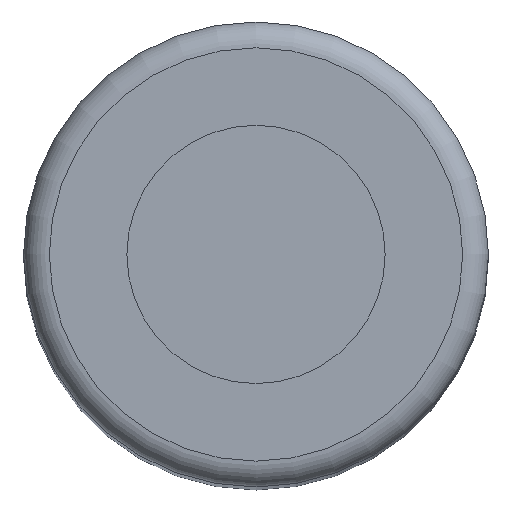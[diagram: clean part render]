
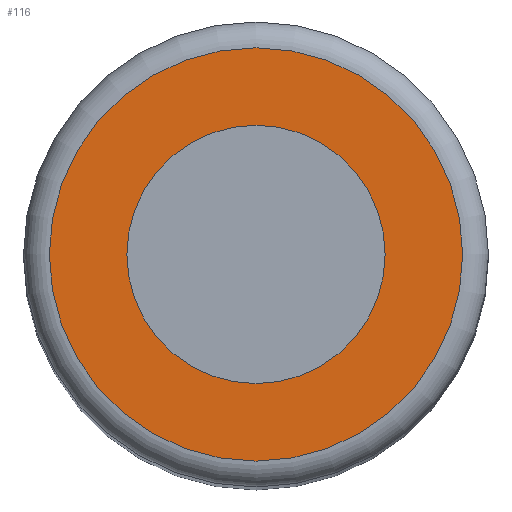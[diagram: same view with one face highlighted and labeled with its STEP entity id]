
A CAD part, top view. The second image highlights one B-rep face of the part: STEP entity #116.
In plain terms, the highlighted planar face has unit normal (0, 0, 1).
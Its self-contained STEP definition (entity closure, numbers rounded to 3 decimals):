
#18=FACE_BOUND('',#41,.T.);
#20=PLANE('',#148);
#30=FACE_OUTER_BOUND('',#40,.T.);
#40=EDGE_LOOP('',(#100));
#41=EDGE_LOOP('',(#101));
#52=CIRCLE('',#137,5.);
#57=CIRCLE('',#146,8.);
#62=VERTEX_POINT('',#201);
#66=VERTEX_POINT('',#216);
#71=EDGE_CURVE('',#62,#62,#52,.T.);
#77=EDGE_CURVE('',#66,#66,#57,.T.);
#100=ORIENTED_EDGE('',*,*,#77,.F.);
#101=ORIENTED_EDGE('',*,*,#71,.T.);
#116=ADVANCED_FACE('',(#30,#18),#20,.T.);
#137=AXIS2_PLACEMENT_3D('',#203,#161,#162);
#146=AXIS2_PLACEMENT_3D('',#217,#180,#181);
#148=AXIS2_PLACEMENT_3D('',#219,#184,#185);
#161=DIRECTION('center_axis',(0.,0.,-1.));
#162=DIRECTION('ref_axis',(1.,0.,0.));
#180=DIRECTION('center_axis',(0.,0.,-1.));
#181=DIRECTION('ref_axis',(1.,0.,0.));
#184=DIRECTION('center_axis',(0.,0.,1.));
#185=DIRECTION('ref_axis',(1.,0.,0.));
#201=CARTESIAN_POINT('',(-5.,0.,69.));
#203=CARTESIAN_POINT('Origin',(0.,0.,69.));
#216=CARTESIAN_POINT('',(-8.,0.,69.));
#217=CARTESIAN_POINT('Origin',(0.,0.,69.));
#219=CARTESIAN_POINT('Origin',(0.,0.,69.));
